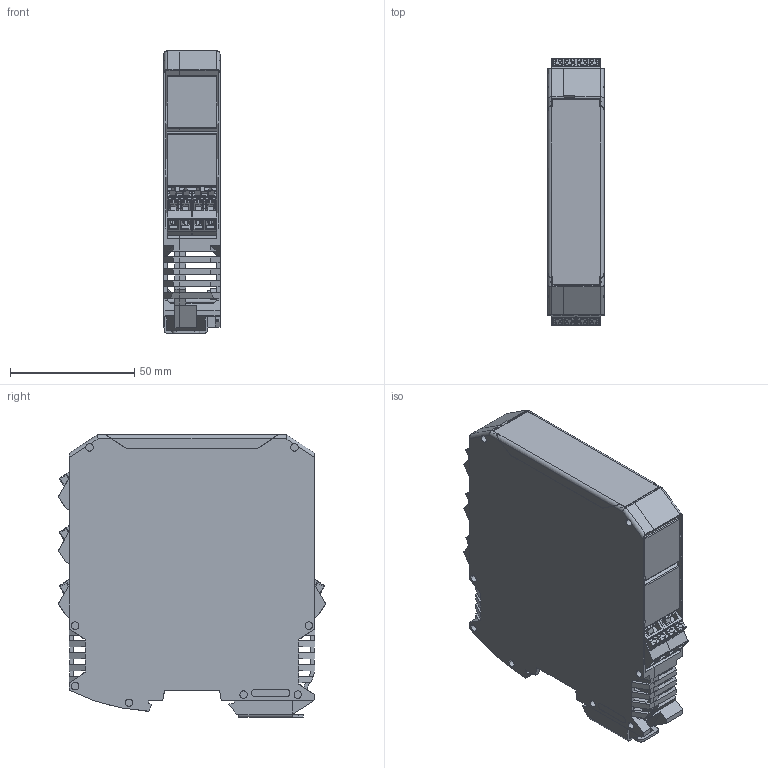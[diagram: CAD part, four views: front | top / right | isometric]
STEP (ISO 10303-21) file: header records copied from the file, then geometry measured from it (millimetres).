
FILE_DESCRIPTION(/* description */ ('Alibre Inc.'),/* implementation_level */ '2;1');
FILE_NAME(/* name */ 'export-1748BD29-876E-4745-B6BD-BA2AD0EE9A37',/* time_stamp */ '2019-05-16T13:47:48+02:00',/* author */ (''),/* organization */ (''),/* preprocessor_version */ 'ST-DEVELOPER v17',/* originating_system */ 'Alibre',/* authorisation */ '');
FILE_SCHEMA (('AUTOMOTIVE_DESIGN'));
Length unit declared in the file: millimetre
Products named in the file (15): ID_1
Bounding box: 22.6 x 107.75 x 113.7 mm (x, y, z)
Volume: 72748.7 mm3; surface area: 99003.9 mm2
Topology: 40 solids, 40 shells, 8158 faces, 22248 edges, 14434 vertices
Faces by surface type: plane 6492, cylinder 1452, cone 82, torus 68, sphere 64
Full cylindrical faces by diameter (mm): 2.08 x20, 2.2 x32, 6.4 x2, 6.5 x1
Entity records: 135609 total; most frequent: CARTESIAN_POINT 25472, ORIENTED_EDGE 24406, DIRECTION 18332, EDGE_CURVE 12200, VECTOR 10295, LINE 10295, VERTEX_POINT 7995, AXIS2_PLACEMENT_3D 5718
